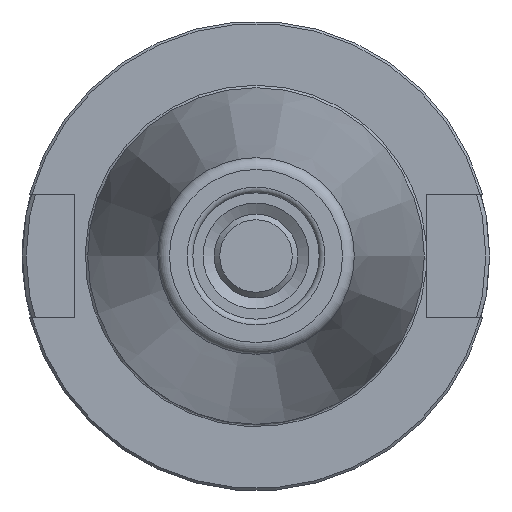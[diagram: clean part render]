
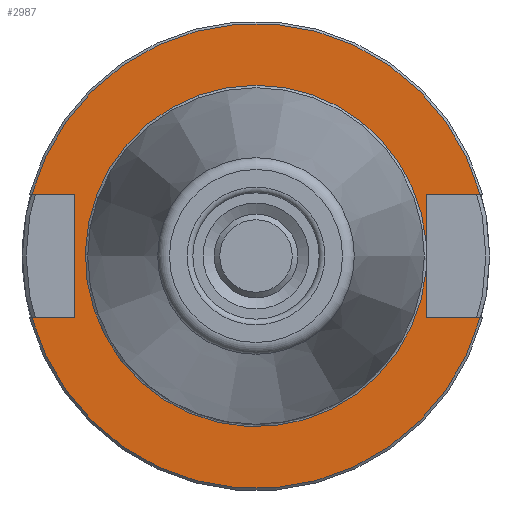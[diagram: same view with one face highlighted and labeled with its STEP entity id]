
A CAD part, left-side view. The second image highlights one B-rep face of the part: STEP entity #2987.
In plain terms, the highlighted planar face has unit normal (-1, 0, 0).
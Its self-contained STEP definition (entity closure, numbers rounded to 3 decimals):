
#166=CIRCLE('',#3254,48.25);
#169=CIRCLE('',#3258,48.25);
#170=CIRCLE('',#3260,35.429);
#171=CIRCLE('',#3261,35.429);
#346=FACE_OUTER_BOUND('',#536,.T.);
#536=EDGE_LOOP('',(#2211,#2212,#2213,#2214,#2215,#2216,#2217,#2218,#2219,
#2220,#2221));
#742=LINE('',#4686,#985);
#749=LINE('',#4730,#992);
#751=LINE('',#4734,#994);
#758=LINE('',#4793,#1001);
#759=LINE('',#4803,#1002);
#766=LINE('',#4847,#1009);
#772=LINE('',#4892,#1015);
#985=VECTOR('',#3733,10.);
#992=VECTOR('',#3742,10.);
#994=VECTOR('',#3744,10.);
#1001=VECTOR('',#3753,10.);
#1002=VECTOR('',#3760,10.);
#1009=VECTOR('',#3769,10.);
#1015=VECTOR('',#3777,10.);
#1265=VERTEX_POINT('',#4680);
#1267=VERTEX_POINT('',#4685);
#1278=VERTEX_POINT('',#4729);
#1279=VERTEX_POINT('',#4731);
#1280=VERTEX_POINT('',#4733);
#1284=VERTEX_POINT('',#4752);
#1293=VERTEX_POINT('',#4797);
#1295=VERTEX_POINT('',#4802);
#1306=VERTEX_POINT('',#4846);
#1308=VERTEX_POINT('',#4851);
#1318=VERTEX_POINT('',#4905);
#1589=EDGE_CURVE('',#1267,#1265,#742,.T.);
#1601=EDGE_CURVE('',#1278,#1267,#749,.T.);
#1603=EDGE_CURVE('',#1280,#1279,#751,.T.);
#1617=EDGE_CURVE('',#1284,#1280,#758,.T.);
#1620=EDGE_CURVE('',#1295,#1293,#759,.T.);
#1632=EDGE_CURVE('',#1306,#1295,#766,.T.);
#1644=EDGE_CURVE('',#1308,#1306,#772,.T.);
#1648=EDGE_CURVE('',#1284,#1293,#166,.T.);
#1651=EDGE_CURVE('',#1308,#1265,#169,.T.);
#1652=EDGE_CURVE('',#1279,#1318,#170,.T.);
#1653=EDGE_CURVE('',#1318,#1278,#171,.T.);
#2211=ORIENTED_EDGE('',*,*,#1601,.T.);
#2212=ORIENTED_EDGE('',*,*,#1589,.T.);
#2213=ORIENTED_EDGE('',*,*,#1651,.F.);
#2214=ORIENTED_EDGE('',*,*,#1644,.T.);
#2215=ORIENTED_EDGE('',*,*,#1632,.T.);
#2216=ORIENTED_EDGE('',*,*,#1620,.T.);
#2217=ORIENTED_EDGE('',*,*,#1648,.F.);
#2218=ORIENTED_EDGE('',*,*,#1617,.T.);
#2219=ORIENTED_EDGE('',*,*,#1603,.T.);
#2220=ORIENTED_EDGE('',*,*,#1652,.T.);
#2221=ORIENTED_EDGE('',*,*,#1653,.T.);
#2855=PLANE('',#3259);
#2987=ADVANCED_FACE('',(#346),#2855,.T.);
#3254=AXIS2_PLACEMENT_3D('',#4899,#3788,#3789);
#3258=AXIS2_PLACEMENT_3D('',#4903,#3796,#3797);
#3259=AXIS2_PLACEMENT_3D('',#4904,#3798,#3799);
#3260=AXIS2_PLACEMENT_3D('',#4906,#3800,#3801);
#3261=AXIS2_PLACEMENT_3D('',#4907,#3802,#3803);
#3733=DIRECTION('',(0.,-1.,0.));
#3742=DIRECTION('',(0.,0.,1.));
#3744=DIRECTION('',(0.,0.,1.));
#3753=DIRECTION('',(0.,1.,0.));
#3760=DIRECTION('',(0.,1.,0.));
#3769=DIRECTION('',(0.,0.,-1.));
#3777=DIRECTION('',(0.,-1.,0.));
#3788=DIRECTION('center_axis',(1.,0.,0.));
#3789=DIRECTION('ref_axis',(0.,0.,-1.));
#3796=DIRECTION('center_axis',(1.,0.,0.));
#3797=DIRECTION('ref_axis',(0.,0.,-1.));
#3798=DIRECTION('center_axis',(-1.,0.,0.));
#3799=DIRECTION('ref_axis',(0.,0.,1.));
#3800=DIRECTION('center_axis',(1.,0.,0.));
#3801=DIRECTION('ref_axis',(0.,0.,-1.));
#3802=DIRECTION('center_axis',(1.,0.,0.));
#3803=DIRECTION('ref_axis',(0.,0.,-1.));
#4680=CARTESIAN_POINT('',(3.175,-46.514,12.825));
#4685=CARTESIAN_POINT('',(3.175,-35.3,12.825));
#4686=CARTESIAN_POINT('',(3.175,6.475,12.825));
#4729=CARTESIAN_POINT('',(3.175,-35.3,3.016));
#4730=CARTESIAN_POINT('',(3.175,-35.3,-6.413));
#4731=CARTESIAN_POINT('',(3.175,-35.3,-3.016));
#4733=CARTESIAN_POINT('',(3.175,-35.3,-12.825));
#4734=CARTESIAN_POINT('',(3.175,-35.3,-6.413));
#4752=CARTESIAN_POINT('',(3.175,-46.514,-12.825));
#4793=CARTESIAN_POINT('',(3.175,-13.707,-12.825));
#4797=CARTESIAN_POINT('',(3.175,46.514,-12.825));
#4802=CARTESIAN_POINT('',(3.175,37.7,-12.825));
#4803=CARTESIAN_POINT('',(3.175,42.975,-12.825));
#4846=CARTESIAN_POINT('',(3.175,37.7,12.825));
#4847=CARTESIAN_POINT('',(3.175,37.7,6.413));
#4851=CARTESIAN_POINT('',(3.175,46.514,12.825));
#4892=CARTESIAN_POINT('',(3.175,61.395,12.825));
#4899=CARTESIAN_POINT('Origin',(3.175,0.,0.));
#4903=CARTESIAN_POINT('Origin',(3.175,0.,0.));
#4904=CARTESIAN_POINT('Origin',(3.175,48.25,0.));
#4905=CARTESIAN_POINT('',(3.175,0.,35.429));
#4906=CARTESIAN_POINT('Origin',(3.175,0.,0.));
#4907=CARTESIAN_POINT('Origin',(3.175,0.,0.));
